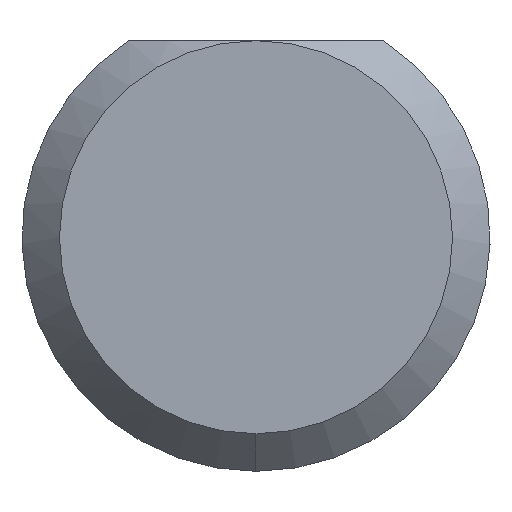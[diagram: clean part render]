
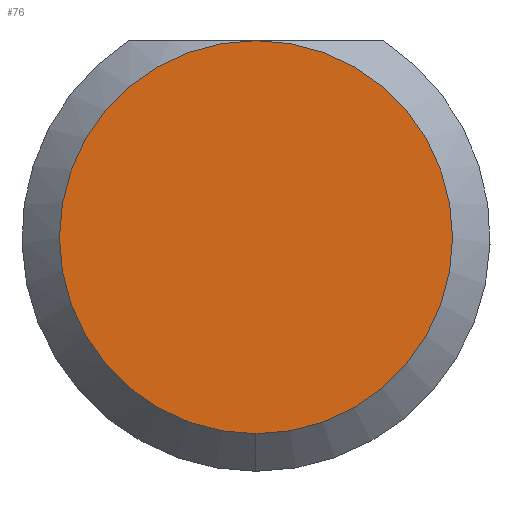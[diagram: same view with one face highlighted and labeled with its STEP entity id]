
A CAD part, left-side view. The second image highlights one B-rep face of the part: STEP entity #76.
In plain terms, the highlighted planar face has unit normal (-1, 0, 0).
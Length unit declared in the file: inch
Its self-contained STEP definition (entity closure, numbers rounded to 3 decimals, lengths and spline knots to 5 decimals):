
#23 = CARTESIAN_POINT ( 'NONE',  ( 0., 0., -0.05235 ) ) ;
#76 = ADVANCED_FACE ( 'NONE', ( #572 ), #129, .F. ) ;
#95 = VERTEX_POINT ( 'NONE', #569 ) ;
#129 = PLANE ( 'NONE',  #581 ) ;
#177 = DIRECTION ( 'NONE',  ( 0., 0., -1. ) ) ;
#200 = ORIENTED_EDGE ( 'NONE', *, *, #254, .T. ) ;
#209 = CARTESIAN_POINT ( 'NONE',  ( 0., 0., 0. ) ) ;
#216 = CIRCLE ( 'NONE', #464, 0.05235 ) ;
#226 = DIRECTION ( 'NONE',  ( -1., 0., 0. ) ) ;
#254 = EDGE_CURVE ( 'NONE', #95, #524, #642, .T. ) ;
#262 = DIRECTION ( 'NONE',  ( 0., 0., -1. ) ) ;
#367 = DIRECTION ( 'NONE',  ( 1., 0., 0. ) ) ;
#461 = ORIENTED_EDGE ( 'NONE', *, *, #538, .T. ) ;
#464 = AXIS2_PLACEMENT_3D ( 'NONE', #624, #226, #516 ) ;
#516 = DIRECTION ( 'NONE',  ( 0., 0., -1. ) ) ;
#524 = VERTEX_POINT ( 'NONE', #23 ) ;
#526 = DIRECTION ( 'NONE',  ( -1., 0., 0. ) ) ;
#529 = CARTESIAN_POINT ( 'NONE',  ( 0., 0., 0. ) ) ;
#534 = AXIS2_PLACEMENT_3D ( 'NONE', #529, #526, #177 ) ;
#538 = EDGE_CURVE ( 'NONE', #524, #95, #216, .T. ) ;
#569 = CARTESIAN_POINT ( 'NONE',  ( 0., 0., 0.05235 ) ) ;
#572 = FACE_OUTER_BOUND ( 'NONE', #631, .T. ) ;
#581 = AXIS2_PLACEMENT_3D ( 'NONE', #209, #367, #262 ) ;
#624 = CARTESIAN_POINT ( 'NONE',  ( 0., 0., 0. ) ) ;
#631 = EDGE_LOOP ( 'NONE', ( #200, #461 ) ) ;
#642 = CIRCLE ( 'NONE', #534, 0.05235 ) ;
